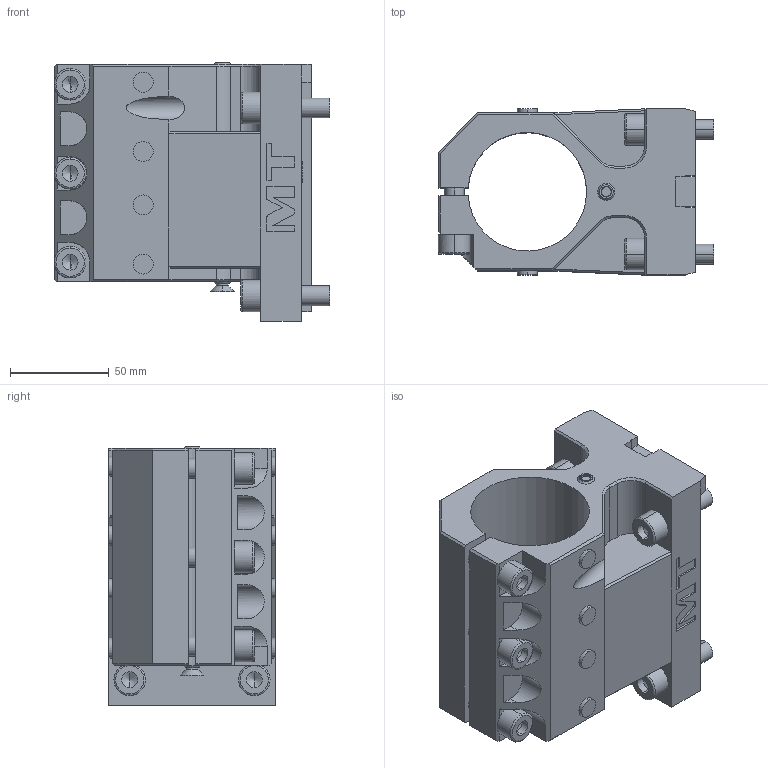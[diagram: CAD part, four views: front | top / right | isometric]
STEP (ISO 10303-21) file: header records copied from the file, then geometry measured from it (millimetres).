
FILE_DESCRIPTION((''),'2;1');
FILE_NAME('0526000_CONF','2023-06-30T11:34:44',('gvalli'),('M.T. srl'),'CREO PARAMETRIC BY PTC INC, 2021072','CREO PARAMETRIC BY PTC INC, 2021072','');
FILE_SCHEMA(('CONFIG_CONTROL_DESIGN'));
Length unit declared in the file: millimetre
Products named in the file (1): 0526000_CONF
Bounding box: 139.3 x 84 x 131 mm (x, y, z)
Volume: 737316.8 mm3; surface area: 96952.6 mm2
Topology: 1 solids, 1 shells, 295 faces, 721 edges, 451 vertices
Faces by surface type: plane 165, cylinder 82, cone 26, torus 16, extrusion 4, sphere 2
Entity records: 8963 total; most frequent: CARTESIAN_POINT 1898, DIRECTION 1487, ORIENTED_EDGE 1414, EDGE_CURVE 707, AXIS2_PLACEMENT_3D 504, VECTOR 479, LINE 475, VERTEX_POINT 451
